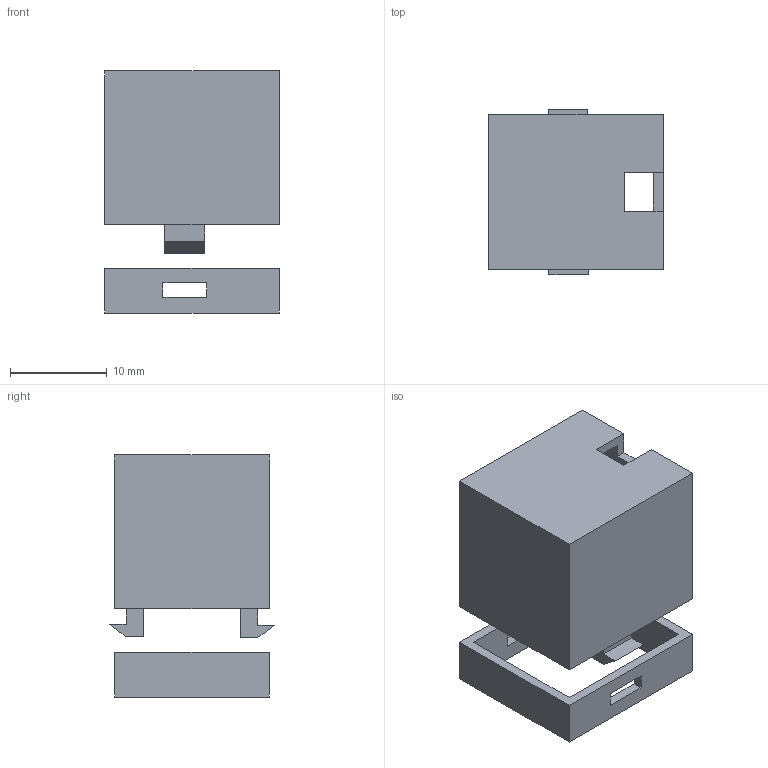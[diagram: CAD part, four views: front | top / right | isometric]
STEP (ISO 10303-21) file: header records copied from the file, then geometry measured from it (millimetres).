
FILE_DESCRIPTION(/* description */ (''),/* implementation_level */ '2;1');
FILE_NAME(/* name */ 'Npx2.0 Guard Version 6_210908_lid_base v2 v1.step',/* time_stamp */ '2024-04-19T10:09:45+01:00',/* author */ (''),/* organization */ (''),/* preprocessor_version */ 'ST-DEVELOPER v20',/* originating_system */ 'Autodesk Translation Framework v12.14.0.127',/* authorisation */ '');
FILE_SCHEMA (('AUTOMOTIVE_DESIGN { 1 0 10303 214 3 1 1 }'));
Length unit declared in the file: millimetre
Products named in the file (2): Npx2.0 Guard Version 6_210908_lid_base v2; Component1
Assembly tree (1 placements, depth 2):
  Npx2.0 Guard Version 6_210908_lid_base v2
    Component1
Bounding box: 18 x 17.07 x 25 mm (x, y, z)
Volume: 1723.4 mm3; surface area: 3654 mm2
Topology: 2 solids, 2 shells, 55 faces, 150 edges, 100 vertices
Faces by surface type: plane 55
Entity records: 1774 total; most frequent: CARTESIAN_POINT 308, ORIENTED_EDGE 300, DIRECTION 266, LINE 150, VECTOR 150, EDGE_CURVE 150, VERTEX_POINT 100, EDGE_LOOP 64
